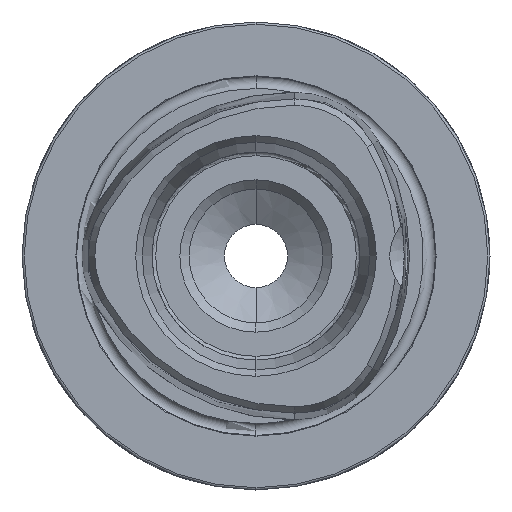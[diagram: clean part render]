
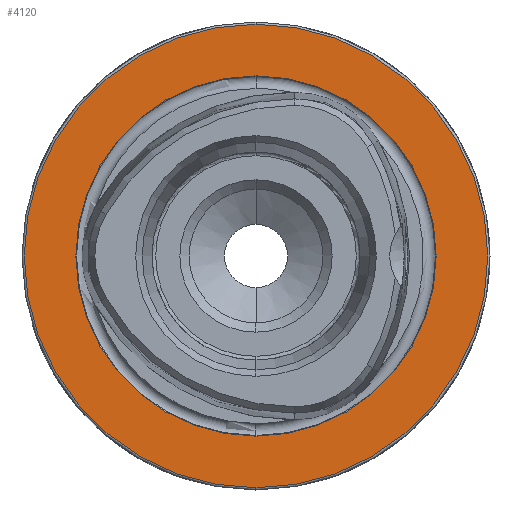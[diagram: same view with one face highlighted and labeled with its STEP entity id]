
A CAD part, left-side view. The second image highlights one B-rep face of the part: STEP entity #4120.
In plain terms, the highlighted planar face has unit normal (-1, 0, 0).
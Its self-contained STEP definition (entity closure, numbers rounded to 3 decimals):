
#134 = DIRECTION ( 'NONE',  ( 0., 0., 1. ) ) ;
#307 = CARTESIAN_POINT ( 'NONE',  ( 0., 0., 31.2 ) ) ;
#389 = AXIS2_PLACEMENT_3D ( 'NONE', #557, #1048, #134 ) ;
#430 = VERTEX_POINT ( 'NONE', #2484 ) ;
#557 = CARTESIAN_POINT ( 'NONE',  ( 0., 0., 0. ) ) ;
#886 = AXIS2_PLACEMENT_3D ( 'NONE', #4417, #2270, #3828 ) ;
#937 = ORIENTED_EDGE ( 'NONE', *, *, #3203, .F. ) ;
#1048 = DIRECTION ( 'NONE',  ( -1., 0., 0. ) ) ;
#1070 = DIRECTION ( 'NONE',  ( 0., 0., 1. ) ) ;
#1114 = DIRECTION ( 'NONE',  ( -1., 0., 0. ) ) ;
#1316 = EDGE_CURVE ( 'NONE', #430, #3093, #4881, .T. ) ;
#1347 = AXIS2_PLACEMENT_3D ( 'NONE', #5707, #5220, #4795 ) ;
#1464 = CARTESIAN_POINT ( 'NONE',  ( 0., 0., -31.2 ) ) ;
#1678 = FACE_BOUND ( 'NONE', #3320, .T. ) ;
#1855 = ORIENTED_EDGE ( 'NONE', *, *, #1316, .F. ) ;
#2270 = DIRECTION ( 'NONE',  ( -1., 0., 0. ) ) ;
#2389 = EDGE_CURVE ( 'NONE', #4698, #5292, #4066, .T. ) ;
#2484 = CARTESIAN_POINT ( 'NONE',  ( 0., 0., 24.25 ) ) ;
#3093 = VERTEX_POINT ( 'NONE', #5941 ) ;
#3203 = EDGE_CURVE ( 'NONE', #3093, #430, #5780, .T. ) ;
#3227 = EDGE_LOOP ( 'NONE', ( #4146, #3561 ) ) ;
#3320 = EDGE_LOOP ( 'NONE', ( #1855, #937 ) ) ;
#3561 = ORIENTED_EDGE ( 'NONE', *, *, #2389, .T. ) ;
#3590 = CARTESIAN_POINT ( 'NONE',  ( 0., 0., 0. ) ) ;
#3600 = CARTESIAN_POINT ( 'NONE',  ( 0., 0., 0. ) ) ;
#3705 = PLANE ( 'NONE',  #1347 ) ;
#3828 = DIRECTION ( 'NONE',  ( 0., 0., 1. ) ) ;
#3883 = CIRCLE ( 'NONE', #4723, 31.2 ) ;
#4066 = CIRCLE ( 'NONE', #6173, 31.2 ) ;
#4101 = EDGE_CURVE ( 'NONE', #5292, #4698, #3883, .T. ) ;
#4120 = ADVANCED_FACE ( 'NONE', ( #1678, #6164 ), #3705, .F. ) ;
#4146 = ORIENTED_EDGE ( 'NONE', *, *, #4101, .T. ) ;
#4417 = CARTESIAN_POINT ( 'NONE',  ( 0., 0., 0. ) ) ;
#4627 = DIRECTION ( 'NONE',  ( 0., 0., 1. ) ) ;
#4698 = VERTEX_POINT ( 'NONE', #1464 ) ;
#4723 = AXIS2_PLACEMENT_3D ( 'NONE', #3600, #1114, #4627 ) ;
#4795 = DIRECTION ( 'NONE',  ( 0., 0., -1. ) ) ;
#4881 = CIRCLE ( 'NONE', #886, 24.25 ) ;
#5220 = DIRECTION ( 'NONE',  ( 1., 0., 0. ) ) ;
#5292 = VERTEX_POINT ( 'NONE', #307 ) ;
#5707 = CARTESIAN_POINT ( 'NONE',  ( 0., 24.25, 0. ) ) ;
#5780 = CIRCLE ( 'NONE', #389, 24.25 ) ;
#5941 = CARTESIAN_POINT ( 'NONE',  ( 0., 0., -24.25 ) ) ;
#6085 = DIRECTION ( 'NONE',  ( -1., 0., 0. ) ) ;
#6164 = FACE_OUTER_BOUND ( 'NONE', #3227, .T. ) ;
#6173 = AXIS2_PLACEMENT_3D ( 'NONE', #3590, #6085, #1070 ) ;
